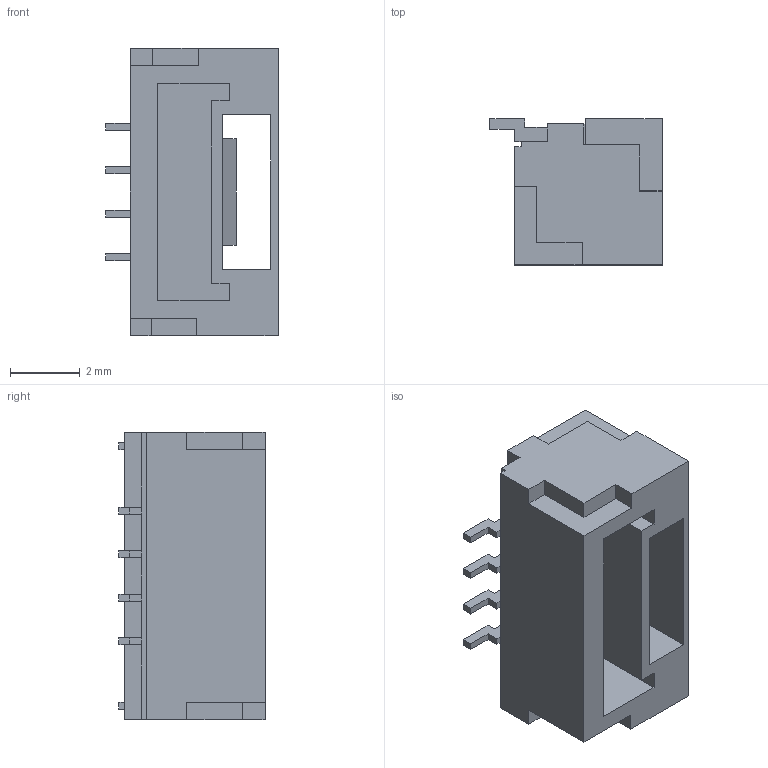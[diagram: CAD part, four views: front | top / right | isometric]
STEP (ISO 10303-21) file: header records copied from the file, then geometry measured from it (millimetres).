
FILE_DESCRIPTION (( 'STEP AP214' ), '1' );
FILE_NAME ('414B8AFA-2A1E-405A-B426-4D39C56DFE18.STEP', '2022-10-21T03:09:53', ( '' ), ( '' ), 'SwSTEP 2.0', 'SolidWorks 2022', '' );
FILE_SCHEMA (( 'AUTOMOTIVE_DESIGN' ));
Length unit declared in the file: millimetre
Products named in the file (1): 414B8AFA-2A1E-405A-B426-4D39C56DFE18
Bounding box: 4.95 x 4.2 x 8.26 mm (x, y, z)
Volume: 83.9 mm3; surface area: 262.7 mm2
Topology: 1 solids, 1 shells, 99 faces, 275 edges, 180 vertices
Faces by surface type: plane 99
Entity records: 4172 total; most frequent: CARTESIAN_POINT 555, ORIENTED_EDGE 550, DIRECTION 475, VECTOR 275, LINE 275, EDGE_CURVE 275, VERTEX_POINT 180, EDGE_LOOP 103
